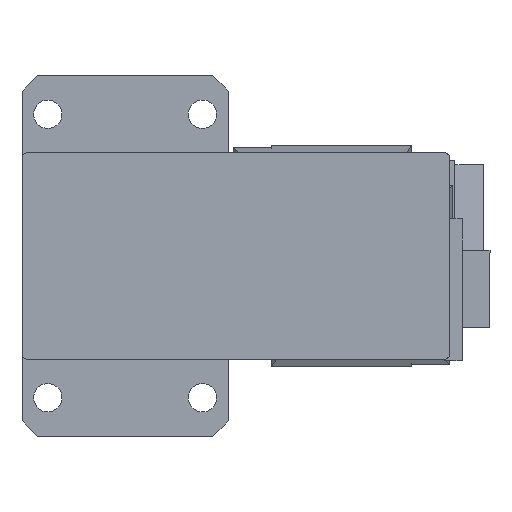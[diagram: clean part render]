
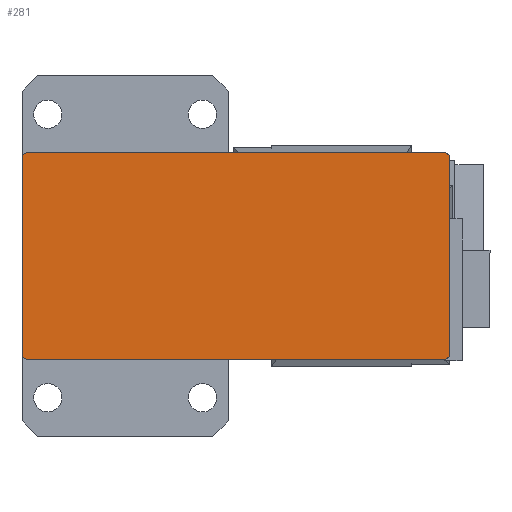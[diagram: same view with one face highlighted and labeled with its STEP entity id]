
A CAD part, front view. The second image highlights one B-rep face of the part: STEP entity #281.
In plain terms, the highlighted face is planar.
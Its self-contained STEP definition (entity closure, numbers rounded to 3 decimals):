
#97 = CARTESIAN_POINT ( 'NONE',  ( 20.01, 61.999, -36. ) ) ;
#134 = AXIS2_PLACEMENT_3D ( 'NONE', #2706, #355, #12128 ) ;
#281 = ADVANCED_FACE ( 'NONE', ( #4730 ), #14342, .T. ) ;
#355 = DIRECTION ( 'NONE',  ( 0., 0., -1. ) ) ;
#491 = CARTESIAN_POINT ( 'NONE',  ( 19., 63.009, -36. ) ) ;
#536 = LINE ( 'NONE', #6403, #8700 ) ;
#1261 = DIRECTION ( 'NONE',  ( 0., 0., -1. ) ) ;
#1341 = DIRECTION ( 'NONE',  ( -1., 0., 0. ) ) ;
#1457 = LINE ( 'NONE', #6230, #4741 ) ;
#1604 = VERTEX_POINT ( 'NONE', #3502 ) ;
#2229 = CIRCLE ( 'NONE', #12171, 1.01 ) ;
#2446 = ORIENTED_EDGE ( 'NONE', *, *, #7331, .T. ) ;
#2577 = CARTESIAN_POINT ( 'NONE',  ( -19., 61.999, -36. ) ) ;
#2706 = CARTESIAN_POINT ( 'NONE',  ( -19., -19.001, -36. ) ) ;
#2712 = VERTEX_POINT ( 'NONE', #491 ) ;
#2749 = CARTESIAN_POINT ( 'NONE',  ( 20.01, -19.001, -36. ) ) ;
#3034 = DIRECTION ( 'NONE',  ( -1., 0., 0. ) ) ;
#3164 = DIRECTION ( 'NONE',  ( 0., 0., -1. ) ) ;
#3502 = CARTESIAN_POINT ( 'NONE',  ( -19., -20.011, -36. ) ) ;
#4435 = EDGE_CURVE ( 'NONE', #11781, #8273, #1457, .T. ) ;
#4507 = VERTEX_POINT ( 'NONE', #5518 ) ;
#4552 = DIRECTION ( 'NONE',  ( 1., 0., 0. ) ) ;
#4728 = CARTESIAN_POINT ( 'NONE',  ( -20.01, -19.001, -36. ) ) ;
#4730 = FACE_OUTER_BOUND ( 'NONE', #5836, .T. ) ;
#4741 = VECTOR ( 'NONE', #7600, 1000. ) ;
#5044 = ORIENTED_EDGE ( 'NONE', *, *, #4435, .T. ) ;
#5157 = DIRECTION ( 'NONE',  ( 0., 0., -1. ) ) ;
#5375 = LINE ( 'NONE', #13373, #12088 ) ;
#5518 = CARTESIAN_POINT ( 'NONE',  ( -20.01, 61.998, -36. ) ) ;
#5661 = CARTESIAN_POINT ( 'NONE',  ( 19., -19.001, -36. ) ) ;
#5812 = EDGE_CURVE ( 'NONE', #2712, #11781, #2229, .T. ) ;
#5836 = EDGE_LOOP ( 'NONE', ( #12056, #13621, #13847, #13578, #10873, #5044, #13829, #2446 ) ) ;
#5908 = EDGE_CURVE ( 'NONE', #8070, #4507, #536, .T. ) ;
#6014 = EDGE_CURVE ( 'NONE', #8273, #14908, #10696, .T. ) ;
#6230 = CARTESIAN_POINT ( 'NONE',  ( 20.01, 61.999, -36. ) ) ;
#6403 = CARTESIAN_POINT ( 'NONE',  ( -20.01, -19.001, -36. ) ) ;
#7331 = EDGE_CURVE ( 'NONE', #14908, #1604, #5375, .T. ) ;
#7600 = DIRECTION ( 'NONE',  ( 0., -1., 0. ) ) ;
#7900 = CARTESIAN_POINT ( 'NONE',  ( -19., 63.009, -36. ) ) ;
#8070 = VERTEX_POINT ( 'NONE', #4728 ) ;
#8273 = VERTEX_POINT ( 'NONE', #2749 ) ;
#8700 = VECTOR ( 'NONE', #8797, 1000. ) ;
#8797 = DIRECTION ( 'NONE',  ( 0., 1., 0. ) ) ;
#8893 = CIRCLE ( 'NONE', #14356, 1.01 ) ;
#9252 = CARTESIAN_POINT ( 'NONE',  ( 19., -20.011, -36. ) ) ;
#9547 = DIRECTION ( 'NONE',  ( 0., 0., -1. ) ) ;
#9968 = EDGE_CURVE ( 'NONE', #4507, #11125, #8893, .T. ) ;
#10173 = DIRECTION ( 'NONE',  ( -1., 0., 0. ) ) ;
#10696 = CIRCLE ( 'NONE', #14156, 1.01 ) ;
#10768 = EDGE_CURVE ( 'NONE', #11125, #2712, #15037, .T. ) ;
#10852 = CARTESIAN_POINT ( 'NONE',  ( -19., -19.001, -36. ) ) ;
#10873 = ORIENTED_EDGE ( 'NONE', *, *, #5812, .T. ) ;
#11125 = VERTEX_POINT ( 'NONE', #11229 ) ;
#11229 = CARTESIAN_POINT ( 'NONE',  ( -19., 63.009, -36. ) ) ;
#11781 = VERTEX_POINT ( 'NONE', #97 ) ;
#12056 = ORIENTED_EDGE ( 'NONE', *, *, #12773, .T. ) ;
#12088 = VECTOR ( 'NONE', #3034, 1000. ) ;
#12128 = DIRECTION ( 'NONE',  ( -1., 0., 0. ) ) ;
#12171 = AXIS2_PLACEMENT_3D ( 'NONE', #12229, #1261, #14628 ) ;
#12229 = CARTESIAN_POINT ( 'NONE',  ( 19., 61.999, -36. ) ) ;
#12773 = EDGE_CURVE ( 'NONE', #1604, #8070, #13070, .T. ) ;
#13070 = CIRCLE ( 'NONE', #134, 1.01 ) ;
#13372 = VECTOR ( 'NONE', #4552, 1000. ) ;
#13373 = CARTESIAN_POINT ( 'NONE',  ( 19., -20.011, -36. ) ) ;
#13578 = ORIENTED_EDGE ( 'NONE', *, *, #10768, .T. ) ;
#13621 = ORIENTED_EDGE ( 'NONE', *, *, #5908, .T. ) ;
#13829 = ORIENTED_EDGE ( 'NONE', *, *, #6014, .T. ) ;
#13847 = ORIENTED_EDGE ( 'NONE', *, *, #9968, .T. ) ;
#14055 = AXIS2_PLACEMENT_3D ( 'NONE', #10852, #9547, #1341 ) ;
#14156 = AXIS2_PLACEMENT_3D ( 'NONE', #5661, #3164, #10173 ) ;
#14342 = PLANE ( 'NONE',  #14055 ) ;
#14356 = AXIS2_PLACEMENT_3D ( 'NONE', #2577, #5157, #14629 ) ;
#14628 = DIRECTION ( 'NONE',  ( -1., 0., 0. ) ) ;
#14629 = DIRECTION ( 'NONE',  ( -1., 0., 0. ) ) ;
#14908 = VERTEX_POINT ( 'NONE', #9252 ) ;
#15037 = LINE ( 'NONE', #7900, #13372 ) ;
